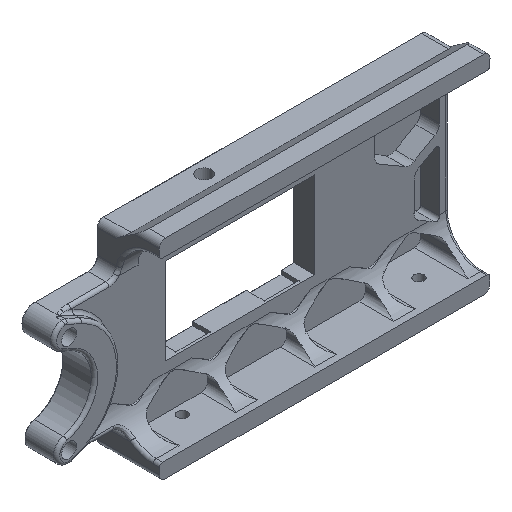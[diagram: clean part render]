
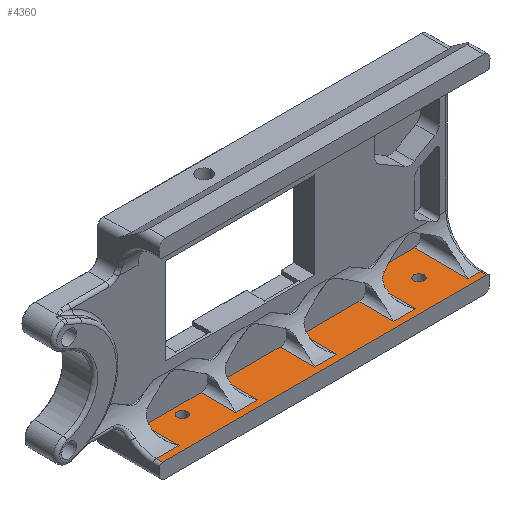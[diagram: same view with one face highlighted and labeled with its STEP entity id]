
A CAD part, isometric view. The second image highlights one B-rep face of the part: STEP entity #4360.
In plain terms, the highlighted planar face has unit normal (0, 0, 1).
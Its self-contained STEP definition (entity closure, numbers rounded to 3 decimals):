
#242=FACE_BOUND('',#756,.T.);
#243=FACE_BOUND('',#757,.T.);
#310=CIRCLE('',#4694,1.6);
#311=CIRCLE('',#4695,1.6);
#500=FACE_OUTER_BOUND('',#755,.T.);
#755=EDGE_LOOP('',(#3242,#3243,#3244,#3245,#3246,#3247,#3248,#3249,#3250,
#3251,#3252,#3253,#3254,#3255,#3256,#3257,#3258,#3259,#3260,#3261));
#756=EDGE_LOOP('',(#3262));
#757=EDGE_LOOP('',(#3263));
#1041=LINE('',#6584,#1437);
#1062=LINE('',#6697,#1458);
#1084=LINE('',#6950,#1480);
#1105=LINE('',#7032,#1501);
#1106=LINE('',#7034,#1502);
#1107=LINE('',#7036,#1503);
#1108=LINE('',#7038,#1504);
#1109=LINE('',#7040,#1505);
#1110=LINE('',#7042,#1506);
#1111=LINE('',#7044,#1507);
#1112=LINE('',#7046,#1508);
#1113=LINE('',#7048,#1509);
#1114=LINE('',#7050,#1510);
#1115=LINE('',#7052,#1511);
#1116=LINE('',#7054,#1512);
#1117=LINE('',#7056,#1513);
#1118=LINE('',#7058,#1514);
#1119=LINE('',#7060,#1515);
#1120=LINE('',#7062,#1516);
#1121=LINE('',#7063,#1517);
#1437=VECTOR('',#5252,10.);
#1458=VECTOR('',#5319,10.);
#1480=VECTOR('',#5429,10.);
#1501=VECTOR('',#5484,10.);
#1502=VECTOR('',#5485,10.);
#1503=VECTOR('',#5486,10.);
#1504=VECTOR('',#5487,10.);
#1505=VECTOR('',#5488,10.);
#1506=VECTOR('',#5489,10.);
#1507=VECTOR('',#5490,10.);
#1508=VECTOR('',#5491,10.);
#1509=VECTOR('',#5492,10.);
#1510=VECTOR('',#5493,10.);
#1511=VECTOR('',#5494,10.);
#1512=VECTOR('',#5495,10.);
#1513=VECTOR('',#5496,10.);
#1514=VECTOR('',#5497,10.);
#1515=VECTOR('',#5498,10.);
#1516=VECTOR('',#5499,10.);
#1517=VECTOR('',#5500,10.);
#1811=VERTEX_POINT('',#6566);
#1819=VERTEX_POINT('',#6582);
#1839=VERTEX_POINT('',#6696);
#1876=VERTEX_POINT('',#6939);
#1899=VERTEX_POINT('',#7031);
#1900=VERTEX_POINT('',#7033);
#1901=VERTEX_POINT('',#7035);
#1902=VERTEX_POINT('',#7037);
#1903=VERTEX_POINT('',#7039);
#1904=VERTEX_POINT('',#7041);
#1905=VERTEX_POINT('',#7043);
#1906=VERTEX_POINT('',#7045);
#1907=VERTEX_POINT('',#7047);
#1908=VERTEX_POINT('',#7049);
#1909=VERTEX_POINT('',#7051);
#1910=VERTEX_POINT('',#7053);
#1911=VERTEX_POINT('',#7055);
#1912=VERTEX_POINT('',#7057);
#1913=VERTEX_POINT('',#7059);
#1914=VERTEX_POINT('',#7061);
#1915=VERTEX_POINT('',#7064);
#1916=VERTEX_POINT('',#7066);
#2284=EDGE_CURVE('',#1811,#1819,#1041,.T.);
#2318=EDGE_CURVE('',#1839,#1811,#1062,.T.);
#2376=EDGE_CURVE('',#1819,#1876,#1084,.T.);
#2407=EDGE_CURVE('',#1899,#1876,#1105,.T.);
#2408=EDGE_CURVE('',#1900,#1899,#1106,.T.);
#2409=EDGE_CURVE('',#1900,#1901,#1107,.T.);
#2410=EDGE_CURVE('',#1901,#1902,#1108,.T.);
#2411=EDGE_CURVE('',#1903,#1902,#1109,.T.);
#2412=EDGE_CURVE('',#1904,#1903,#1110,.T.);
#2413=EDGE_CURVE('',#1904,#1905,#1111,.T.);
#2414=EDGE_CURVE('',#1905,#1906,#1112,.T.);
#2415=EDGE_CURVE('',#1906,#1907,#1113,.T.);
#2416=EDGE_CURVE('',#1907,#1908,#1114,.T.);
#2417=EDGE_CURVE('',#1908,#1909,#1115,.T.);
#2418=EDGE_CURVE('',#1909,#1910,#1116,.T.);
#2419=EDGE_CURVE('',#1910,#1911,#1117,.T.);
#2420=EDGE_CURVE('',#1911,#1912,#1118,.T.);
#2421=EDGE_CURVE('',#1912,#1913,#1119,.T.);
#2422=EDGE_CURVE('',#1913,#1914,#1120,.T.);
#2423=EDGE_CURVE('',#1914,#1839,#1121,.T.);
#2424=EDGE_CURVE('',#1915,#1915,#310,.T.);
#2425=EDGE_CURVE('',#1916,#1916,#311,.T.);
#3242=ORIENTED_EDGE('',*,*,#2284,.T.);
#3243=ORIENTED_EDGE('',*,*,#2376,.T.);
#3244=ORIENTED_EDGE('',*,*,#2407,.F.);
#3245=ORIENTED_EDGE('',*,*,#2408,.F.);
#3246=ORIENTED_EDGE('',*,*,#2409,.T.);
#3247=ORIENTED_EDGE('',*,*,#2410,.T.);
#3248=ORIENTED_EDGE('',*,*,#2411,.F.);
#3249=ORIENTED_EDGE('',*,*,#2412,.F.);
#3250=ORIENTED_EDGE('',*,*,#2413,.T.);
#3251=ORIENTED_EDGE('',*,*,#2414,.T.);
#3252=ORIENTED_EDGE('',*,*,#2415,.T.);
#3253=ORIENTED_EDGE('',*,*,#2416,.T.);
#3254=ORIENTED_EDGE('',*,*,#2417,.T.);
#3255=ORIENTED_EDGE('',*,*,#2418,.T.);
#3256=ORIENTED_EDGE('',*,*,#2419,.T.);
#3257=ORIENTED_EDGE('',*,*,#2420,.T.);
#3258=ORIENTED_EDGE('',*,*,#2421,.T.);
#3259=ORIENTED_EDGE('',*,*,#2422,.T.);
#3260=ORIENTED_EDGE('',*,*,#2423,.T.);
#3261=ORIENTED_EDGE('',*,*,#2318,.T.);
#3262=ORIENTED_EDGE('',*,*,#2424,.F.);
#3263=ORIENTED_EDGE('',*,*,#2425,.F.);
#4202=PLANE('',#4693);
#4360=ADVANCED_FACE('',(#500,#242,#243),#4202,.T.);
#4693=AXIS2_PLACEMENT_3D('',#7030,#5482,#5483);
#4694=AXIS2_PLACEMENT_3D('',#7065,#5501,#5502);
#4695=AXIS2_PLACEMENT_3D('',#7067,#5503,#5504);
#5252=DIRECTION('',(-1.,0.,0.));
#5319=DIRECTION('',(0.,1.,0.));
#5429=DIRECTION('',(0.,-1.,0.));
#5482=DIRECTION('center_axis',(0.,0.,
1.));
#5483=DIRECTION('ref_axis',(0.,1.,0.));
#5484=DIRECTION('',(1.,0.,0.));
#5485=DIRECTION('',(0.,-1.,0.));
#5486=DIRECTION('',(-1.,0.,0.));
#5487=DIRECTION('',(0.,-1.,0.));
#5488=DIRECTION('',(1.,0.,0.));
#5489=DIRECTION('',(0.,-1.,0.));
#5490=DIRECTION('',(-1.,0.,0.));
#5491=DIRECTION('',(0.,-1.,0.));
#5492=DIRECTION('',(-1.,0.,0.));
#5493=DIRECTION('',(0.,1.,0.));
#5494=DIRECTION('',(-1.,0.,0.));
#5495=DIRECTION('',(0.,-1.,0.));
#5496=DIRECTION('',(-1.,0.,0.));
#5497=DIRECTION('',(0.,-1.,0.));
#5498=DIRECTION('',(1.,0.,0.));
#5499=DIRECTION('',(0.,1.,0.));
#5500=DIRECTION('',(-1.,0.,0.));
#5501=DIRECTION('center_axis',(0.,0.,
1.));
#5502=DIRECTION('ref_axis',(-1.,0.,0.));
#5503=DIRECTION('center_axis',(0.,0.,
1.));
#5504=DIRECTION('ref_axis',(-1.,0.,0.));
#6566=CARTESIAN_POINT('',(112.5,-19.,63.096));
#6582=CARTESIAN_POINT('',(96.,-19.,63.096));
#6584=CARTESIAN_POINT('',(113.375,-19.,63.096));
#6696=CARTESIAN_POINT('',(112.5,-36.,63.096));
#6697=CARTESIAN_POINT('',(112.5,-29.5,63.096));
#6939=CARTESIAN_POINT('',(96.,-36.,63.096));
#6950=CARTESIAN_POINT('',(96.,-29.5,63.096));
#7030=CARTESIAN_POINT('Origin',(122.5,-41.,63.096));
#7031=CARTESIAN_POINT('',(89.,-36.,63.096));
#7032=CARTESIAN_POINT('',(12.5,-36.,63.096));
#7033=CARTESIAN_POINT('',(89.,-25.,63.096));
#7034=CARTESIAN_POINT('',(89.,-29.5,63.096));
#7035=CARTESIAN_POINT('',(71.,-25.,63.096));
#7036=CARTESIAN_POINT('',(88.576,-25.,63.096));
#7037=CARTESIAN_POINT('',(71.,-36.,63.096));
#7038=CARTESIAN_POINT('',(71.,-29.5,63.096));
#7039=CARTESIAN_POINT('',(64.,-36.,63.096));
#7040=CARTESIAN_POINT('',(-12.5,-36.,63.096));
#7041=CARTESIAN_POINT('',(64.,-25.,63.096));
#7042=CARTESIAN_POINT('',(64.,-29.5,63.096));
#7043=CARTESIAN_POINT('',(46.,-25.,63.096));
#7044=CARTESIAN_POINT('',(88.576,-25.,63.096));
#7045=CARTESIAN_POINT('',(46.,-36.,63.096));
#7046=CARTESIAN_POINT('',(46.,-29.5,63.096));
#7047=CARTESIAN_POINT('',(39.,-36.,63.096));
#7048=CARTESIAN_POINT('',(122.5,-36.,63.096));
#7049=CARTESIAN_POINT('',(39.,-25.,63.096));
#7050=CARTESIAN_POINT('',(39.,-29.5,63.096));
#7051=CARTESIAN_POINT('',(21.,-25.,63.096));
#7052=CARTESIAN_POINT('',(88.576,-25.,63.096));
#7053=CARTESIAN_POINT('',(21.,-36.,63.096));
#7054=CARTESIAN_POINT('',(21.,-29.5,63.096));
#7055=CARTESIAN_POINT('',(13.8,-36.,63.096));
#7056=CARTESIAN_POINT('',(122.5,-36.,63.096));
#7057=CARTESIAN_POINT('',(13.8,-38.,63.096));
#7058=CARTESIAN_POINT('',(13.8,-29.5,63.096));
#7059=CARTESIAN_POINT('',(116.5,-38.,63.096));
#7060=CARTESIAN_POINT('',(74.75,-38.,63.096));
#7061=CARTESIAN_POINT('',(116.5,-36.,63.096));
#7062=CARTESIAN_POINT('',(116.5,-39.5,63.096));
#7063=CARTESIAN_POINT('',(172.5,-36.,63.096));
#7064=CARTESIAN_POINT('',(106.6,-28.,63.096));
#7065=CARTESIAN_POINT('Origin',(105.,-28.,63.096));
#7066=CARTESIAN_POINT('',(31.6,-28.,63.096));
#7067=CARTESIAN_POINT('Origin',(30.,-28.,63.096));
